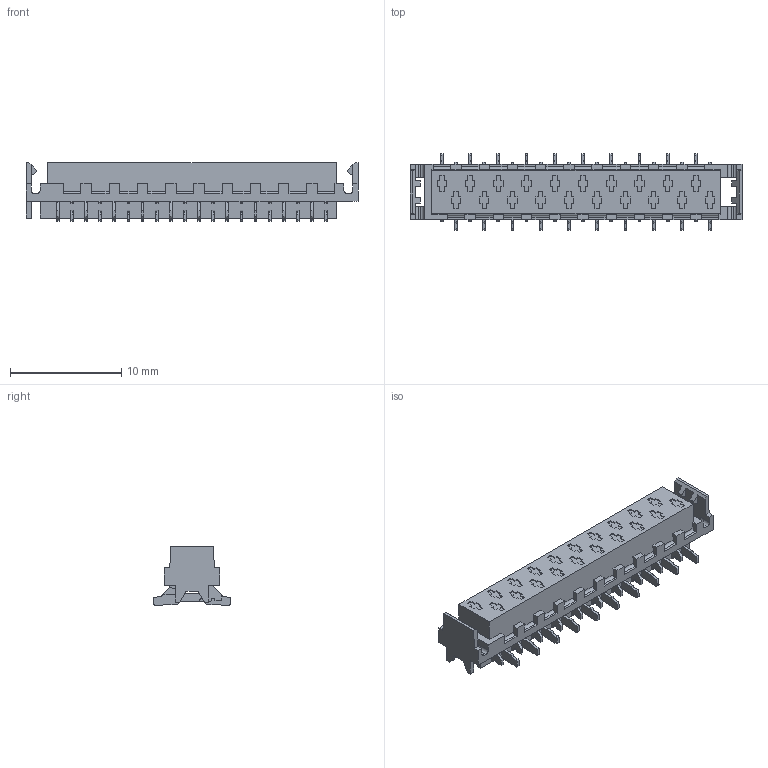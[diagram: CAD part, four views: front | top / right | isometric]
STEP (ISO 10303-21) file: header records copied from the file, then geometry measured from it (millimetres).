
FILE_DESCRIPTION((''),'2;1');
FILE_NAME('C-2-338069-0','2017-04-03T',('workeradm'),('Tyco Electronics Ltd.'),'CREO PARAMETRIC BY PTC INC, 2016050','CREO PARAMETRIC BY PTC INC, 2016050','');
FILE_SCHEMA(('AUTOMOTIVE_DESIGN { 1 0 10303 214 1 1 1 1 }'));
Length unit declared in the file: millimetre
Products named in the file (1): C-2-338069-0
Bounding box: 29.87 x 6.92 x 5.29 mm (x, y, z)
Volume: 508.2 mm3; surface area: 916.6 mm2
Topology: 1 solids, 1 shells, 1154 faces, 3438 edges, 2292 vertices
Faces by surface type: plane 916, cylinder 238
Entity records: 38642 total; most frequent: CARTESIAN_POINT 6886, ORIENTED_EDGE 6876, DIRECTION 6222, EDGE_CURVE 3438, VECTOR 2962, LINE 2962, VERTEX_POINT 2292, AXIS2_PLACEMENT_3D 1630
